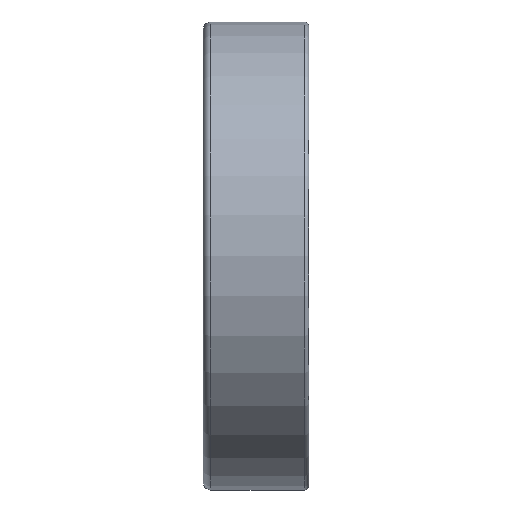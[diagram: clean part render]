
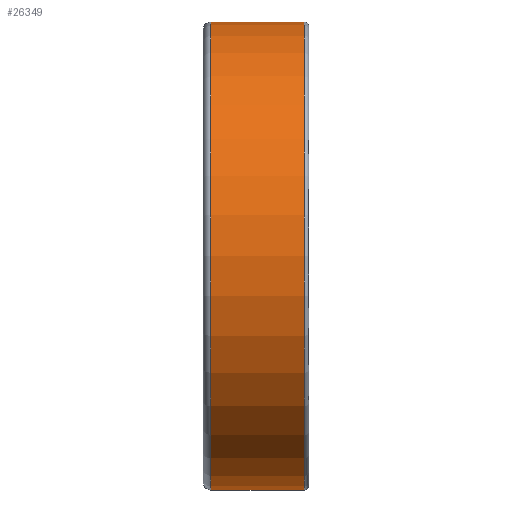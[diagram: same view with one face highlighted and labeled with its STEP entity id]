
A CAD part, top view. The second image highlights one B-rep face of the part: STEP entity #26349.
In plain terms, the highlighted cylindrical face has radius 31 mm (diameter 62 mm), a partial arc.
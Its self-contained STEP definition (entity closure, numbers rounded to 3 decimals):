
#16586=DIRECTION('',(-1.,0.,0.));
#16587=VECTOR('',#16586,12.4);
#16588=CARTESIAN_POINT('',(6.4,31.,0.));
#16589=LINE('',#16588,#16587);
#16593=DIRECTION('',(-1.,0.,0.));
#16594=VECTOR('',#16593,12.4);
#16595=CARTESIAN_POINT('',(6.4,-31.,0.));
#16596=LINE('',#16595,#16594);
#16608=CARTESIAN_POINT('',(6.4,0.,0.));
#16609=DIRECTION('',(1.,0.,0.));
#16610=DIRECTION('',(0.,1.,0.));
#16611=AXIS2_PLACEMENT_3D('',#16608,#16609,#16610);
#16616=CARTESIAN_POINT('',(-6.,0.,0.));
#16617=DIRECTION('',(1.,0.,0.));
#16618=DIRECTION('',(0.,1.,0.));
#16619=AXIS2_PLACEMENT_3D('',#16616,#16617,#16618);
#23433=CARTESIAN_POINT('',(6.4,31.,0.));
#23434=CARTESIAN_POINT('',(-6.,31.,0.));
#23435=VERTEX_POINT('',#23433);
#23436=VERTEX_POINT('',#23434);
#23445=CARTESIAN_POINT('',(6.4,-31.,0.));
#23446=CARTESIAN_POINT('',(-6.,-31.,0.));
#23447=VERTEX_POINT('',#23445);
#23448=VERTEX_POINT('',#23446);
#26337=CARTESIAN_POINT('',(-7.7,0.,0.));
#26338=DIRECTION('',(1.,0.,0.));
#26339=DIRECTION('',(0.,-1.,0.));
#26340=AXIS2_PLACEMENT_3D('',#26337,#26338,#26339);
#26341=CYLINDRICAL_SURFACE('',#26340,31.);
#26342=ORIENTED_EDGE('',*,*,#26327,.F.);
#26343=ORIENTED_EDGE('',*,*,#26304,.T.);
#26344=ORIENTED_EDGE('',*,*,#26331,.T.);
#26346=ORIENTED_EDGE('',*,*,#26345,.F.);
#26347=EDGE_LOOP('',(#26342,#26343,#26344,#26346));
#26348=FACE_OUTER_BOUND('',#26347,.F.);
#16612=CIRCLE('',#16611,31.);
#16620=CIRCLE('',#16619,31.);
#26304=EDGE_CURVE('',#23435,#23447,#16612,.T.);
#26327=EDGE_CURVE('',#23435,#23436,#16589,.T.);
#26331=EDGE_CURVE('',#23447,#23448,#16596,.T.);
#26345=EDGE_CURVE('',#23436,#23448,#16620,.T.);
#26349=ADVANCED_FACE('',(#26348),#26341,.T.);
